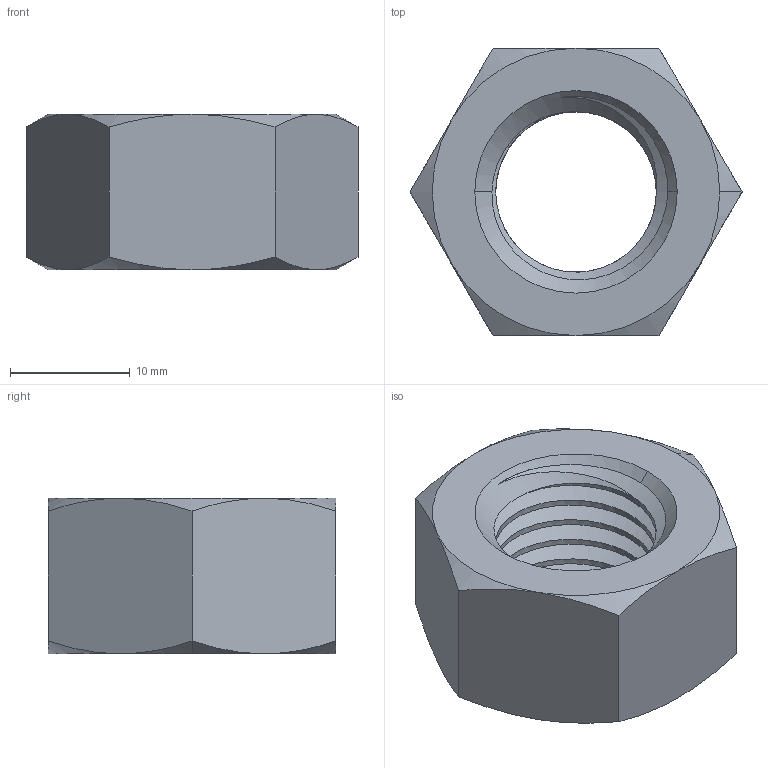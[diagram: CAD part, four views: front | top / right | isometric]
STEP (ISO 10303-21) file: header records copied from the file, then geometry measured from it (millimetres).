
FILE_DESCRIPTION (( 'STEP AP214' ), '1' );
FILE_NAME ('M16 Nut.STEP', '2019-04-24T08:18:17', ( '' ), ( '' ), 'SwSTEP 2.0', 'SolidWorks 2018', '' );
FILE_SCHEMA (( 'AUTOMOTIVE_DESIGN' ));
Length unit declared in the file: millimetre
Products named in the file (1): M16 Nut
Bounding box: 27.71 x 24 x 13 mm (x, y, z)
Volume: 4253.2 mm3; surface area: 2608.6 mm2
Topology: 1 solids, 1 shells, 39 faces, 97 edges, 60 vertices
Faces by surface type: cone 18, cylinder 11, plane 8, bspline 2
Entity records: 2358 total; most frequent: CARTESIAN_POINT 1519, ORIENTED_EDGE 194, DIRECTION 138, EDGE_CURVE 97, VERTEX_POINT 60, AXIS2_PLACEMENT_3D 58, EDGE_LOOP 41, FACE_OUTER_BOUND 39
